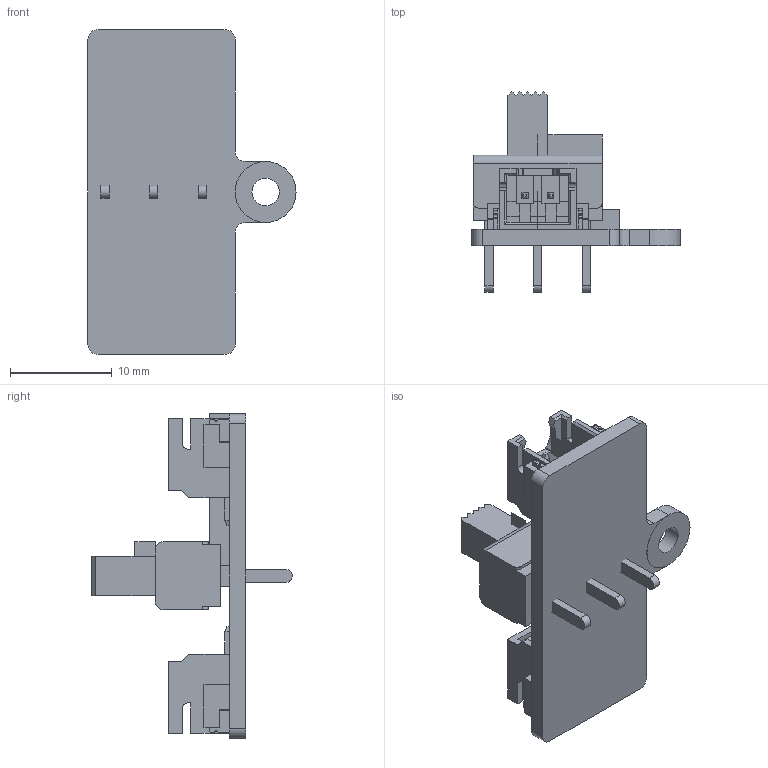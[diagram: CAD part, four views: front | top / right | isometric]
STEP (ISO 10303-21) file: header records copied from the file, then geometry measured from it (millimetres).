
FILE_DESCRIPTION (( 'STEP AP203' ), '1' );
FILE_NAME ('Power Switch Board with 2Pin XH2.54 Connector-XA007.STEP', '2025-02-20T12:35:13', ( 'BBL' ), ( 'BBL' ), 'SwSTEP 2.0', 'SolidWorks 2023', '' );
FILE_SCHEMA (( 'CONFIG_CONTROL_DESIGN' ));
Length unit declared in the file: millimetre
Products named in the file (5): DIANYUAN-B^Power Switch Board with 2Pin XH2.54 Connector-XA007(2)_Power Switch Board with 2Pin XH2.54 Connector-XA007; SWITCH-2_54-PCB^Power Switch Board with 2Pin XH2.54 Connector-XA007(2)_Power Switch Board with 2Pin XH2.54 Connector-XA007; Power Switch Board with 2Pin XH2.54 Connector-XA007(2)^Power Switch Board with 2Pin XH2.54 Connector-XA007; Power Switch Board with 2Pin XH2.54 Connector-XA007; SWITCH-FOR-BATTERY^Power Switch Board with 2Pin XH2.54 Connector-XA007(2)_Power Switch Board with 2Pin XH2.54 Connector-XA007
Assembly tree (5 placements, depth 3):
  Power Switch Board with 2Pin XH2.54 Connector-XA007
    Power Switch Board with 2Pin XH2.54 Connector-XA007(2)^Power Switch Board with 2Pin XH2.54 Connector-XA007
      SWITCH-2_54-PCB^Power Switch Board with 2Pin XH2.54 Connector-XA007(2)_Power Switch Board with 2Pin XH2.54 Connector-XA007
      SWITCH-FOR-BATTERY^Power Switch Board with 2Pin XH2.54 Connector-XA007(2)_Power Switch Board with 2Pin XH2.54 Connector-XA007
      DIANYUAN-B^Power Switch Board with 2Pin XH2.54 Connector-XA007(2)_Power Switch Board with 2Pin XH2.54 Connector-XA007  x2
Bounding box: 20.5 x 19.76 x 32 mm (x, y, z)
Surface area: 2929.8 mm2 (no closed solid volume)
Topology: 0 solids, 21 shells, 538 faces, 1612 edges, 1131 vertices
Faces by surface type: plane 439, cylinder 85, bspline 14
Entity records: 13988 total; most frequent: CARTESIAN_POINT 3830, ORIENTED_EDGE 2204, DIRECTION 1676, EDGE_CURVE 1110, VERTEX_POINT 803, LINE 752, VECTOR 752, AXIS2_PLACEMENT_3D 462
